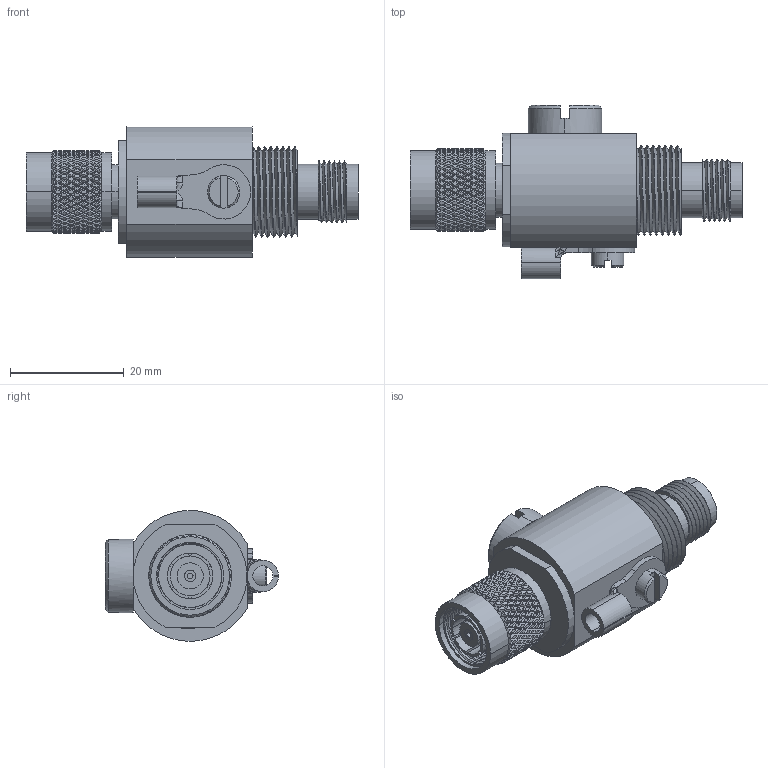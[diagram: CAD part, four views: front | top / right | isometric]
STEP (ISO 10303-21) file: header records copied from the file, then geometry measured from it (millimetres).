
FILE_DESCRIPTION (( 'STEP AP214' ), '1' );
FILE_NAME ('AL-RTPRTJER-1_3D.step', '2024-08-22T14:53:21', ( '' ), ( '' ), 'SwSTEP 2.0', 'SolidWorks 2022', '' );
FILE_SCHEMA (( 'AUTOMOTIVE_DESIGN' ));
Length unit declared in the file: inch
Products named in the file (7): #2--Model1^Female Male Config(2)_AL-RTPRTJER-1; AL-RTPRTJER-1_3D; #2--Model2^Female Male Config(2)_AL-RTPRTJER-1; SCREW LOCK--SN00AAR001F^Female Male Config(2)_AL-RTPRTJER-1; OTHER--OT00ACA001F^Female Male Config(2)_AL-RTPRTJER-1; Female Male Config(2)^AL-RTPRTJER-1; SCREW LOCK--SN00AAQ001F^Female Male Config(2)_AL-RTPRTJER-1
Assembly tree (6 placements, depth 3):
  AL-RTPRTJER-1_3D
    Female Male Config(2)^AL-RTPRTJER-1
      #2--Model1^Female Male Config(2)_AL-RTPRTJER-1
      #2--Model2^Female Male Config(2)_AL-RTPRTJER-1
      SCREW LOCK--SN00AAQ001F^Female Male Config(2)_AL-RTPRTJER-1
      OTHER--OT00ACA001F^Female Male Config(2)_AL-RTPRTJER-1
      SCREW LOCK--SN00AAR001F^Female Male Config(2)_AL-RTPRTJER-1
Bounding box: 58.33 x 30.45 x 22.96 mm (x, y, z)
Volume: 10829.1 mm3; surface area: 10514.6 mm2
Topology: 7 solids, 7 shells, 1920 faces, 4227 edges, 2338 vertices
Faces by surface type: bspline 1304, cylinder 514, plane 84, cone 14, sphere 2, torus 2
Entity records: 77181 total; most frequent: CARTESIAN_POINT 50339, ORIENTED_EDGE 8436, EDGE_CURVE 4218, VERTEX_POINT 2337, DIRECTION 2194, EDGE_LOOP 1951, FACE_OUTER_BOUND 1920, ADVANCED_FACE 1920
